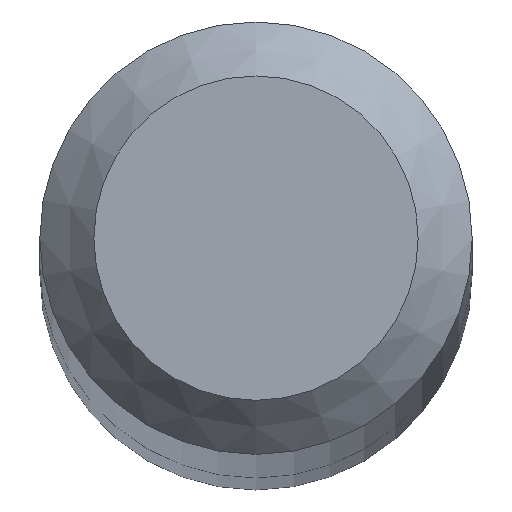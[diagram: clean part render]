
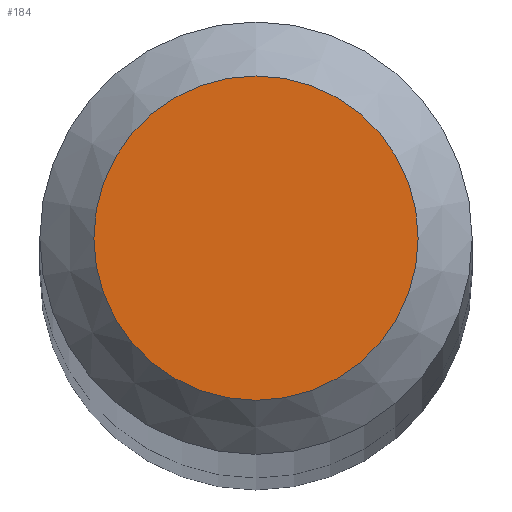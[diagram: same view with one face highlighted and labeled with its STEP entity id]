
A CAD part, top view. The second image highlights one B-rep face of the part: STEP entity #184.
In plain terms, the highlighted planar face has unit normal (0, 0, 1).
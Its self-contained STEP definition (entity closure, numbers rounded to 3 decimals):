
#43 = AXIS2_PLACEMENT_3D ( 'NONE', #160, #51, #145 ) ;
#51 = DIRECTION ( 'NONE',  ( 0., 0., -1. ) ) ;
#62 = ORIENTED_EDGE ( 'NONE', *, *, #79, .F. ) ;
#79 = EDGE_CURVE ( 'NONE', #169, #169, #104, .T. ) ;
#84 = DIRECTION ( 'NONE',  ( 0., 1., 0. ) ) ;
#97 = PLANE ( 'NONE',  #43 ) ;
#104 = CIRCLE ( 'NONE', #122, 0.3 ) ;
#112 = CARTESIAN_POINT ( 'NONE',  ( 0., 0., 38. ) ) ;
#115 = FACE_OUTER_BOUND ( 'NONE', #190, .T. ) ;
#120 = CARTESIAN_POINT ( 'NONE',  ( 0., 0.3, 38. ) ) ;
#122 = AXIS2_PLACEMENT_3D ( 'NONE', #112, #134, #84 ) ;
#134 = DIRECTION ( 'NONE',  ( 0., 0., -1. ) ) ;
#145 = DIRECTION ( 'NONE',  ( 0., 1., 0. ) ) ;
#160 = CARTESIAN_POINT ( 'NONE',  ( 0., 0., 38. ) ) ;
#169 = VERTEX_POINT ( 'NONE', #120 ) ;
#184 = ADVANCED_FACE ( 'NONE', ( #115 ), #97, .F. ) ;
#190 = EDGE_LOOP ( 'NONE', ( #62 ) ) ;
